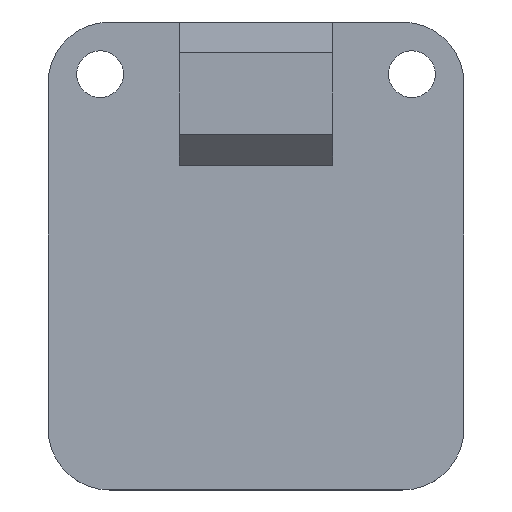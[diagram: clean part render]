
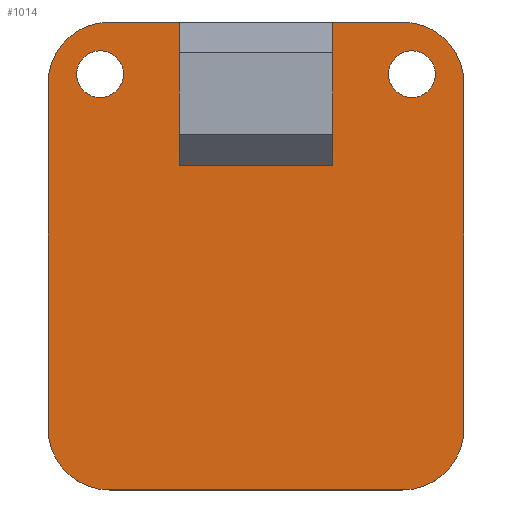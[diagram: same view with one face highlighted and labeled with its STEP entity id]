
A CAD part, top view. The second image highlights one B-rep face of the part: STEP entity #1014.
In plain terms, the highlighted planar face has unit normal (0, 0, 1).
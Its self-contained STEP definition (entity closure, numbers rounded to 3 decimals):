
#15=FACE_BOUND('',#171,.T.);
#16=FACE_BOUND('',#172,.T.);
#17=CIRCLE('',#1088,3.);
#24=CIRCLE('',#1098,3.);
#25=CIRCLE('',#1101,3.);
#26=CIRCLE('',#1103,3.);
#27=CIRCLE('',#1105,1.143);
#28=CIRCLE('',#1107,1.143);
#106=FACE_OUTER_BOUND('',#170,.T.);
#170=EDGE_LOOP('',(#859,#860,#861,#862,#863,#864,#865,#866));
#171=EDGE_LOOP('',(#867));
#172=EDGE_LOOP('',(#868));
#269=LINE('',#1586,#389);
#275=LINE('',#1611,#395);
#281=LINE('',#1630,#401);
#282=LINE('',#1632,#402);
#389=VECTOR('',#1301,10.);
#395=VECTOR('',#1325,10.);
#401=VECTOR('',#1349,10.);
#402=VECTOR('',#1352,10.);
#477=VERTEX_POINT('',#1573);
#478=VERTEX_POINT('',#1574);
#482=VERTEX_POINT('',#1584);
#490=VERTEX_POINT('',#1604);
#491=VERTEX_POINT('',#1605);
#492=VERTEX_POINT('',#1610);
#493=VERTEX_POINT('',#1614);
#494=VERTEX_POINT('',#1618);
#495=VERTEX_POINT('',#1622);
#496=VERTEX_POINT('',#1626);
#593=EDGE_CURVE('',#477,#478,#17,.T.);
#599=EDGE_CURVE('',#477,#482,#269,.T.);
#608=EDGE_CURVE('',#490,#491,#24,.T.);
#611=EDGE_CURVE('',#492,#491,#275,.T.);
#613=EDGE_CURVE('',#492,#493,#25,.T.);
#615=EDGE_CURVE('',#494,#482,#26,.T.);
#617=EDGE_CURVE('',#495,#495,#27,.T.);
#619=EDGE_CURVE('',#496,#496,#28,.T.);
#621=EDGE_CURVE('',#494,#493,#281,.T.);
#622=EDGE_CURVE('',#490,#478,#282,.T.);
#859=ORIENTED_EDGE('',*,*,#593,.F.);
#860=ORIENTED_EDGE('',*,*,#599,.T.);
#861=ORIENTED_EDGE('',*,*,#615,.F.);
#862=ORIENTED_EDGE('',*,*,#621,.T.);
#863=ORIENTED_EDGE('',*,*,#613,.F.);
#864=ORIENTED_EDGE('',*,*,#611,.T.);
#865=ORIENTED_EDGE('',*,*,#608,.F.);
#866=ORIENTED_EDGE('',*,*,#622,.T.);
#867=ORIENTED_EDGE('',*,*,#617,.T.);
#868=ORIENTED_EDGE('',*,*,#619,.T.);
#952=PLANE('',#1110);
#1014=ADVANCED_FACE('',(#106,#15,#16),#952,.T.);
#1088=AXIS2_PLACEMENT_3D('',#1575,#1291,#1292);
#1098=AXIS2_PLACEMENT_3D('',#1606,#1319,#1320);
#1101=AXIS2_PLACEMENT_3D('',#1615,#1329,#1330);
#1103=AXIS2_PLACEMENT_3D('',#1619,#1334,#1335);
#1105=AXIS2_PLACEMENT_3D('',#1623,#1339,#1340);
#1107=AXIS2_PLACEMENT_3D('',#1627,#1344,#1345);
#1110=AXIS2_PLACEMENT_3D('',#1633,#1353,#1354);
#1291=DIRECTION('center_axis',(0.,0.,-1.));
#1292=DIRECTION('ref_axis',(0.707,-0.707,0.));
#1301=DIRECTION('',(0.,1.,0.));
#1319=DIRECTION('center_axis',(0.,0.,-1.));
#1320=DIRECTION('ref_axis',(-0.707,-0.707,0.));
#1325=DIRECTION('',(0.,-1.,0.));
#1329=DIRECTION('center_axis',(0.,0.,-1.));
#1330=DIRECTION('ref_axis',(-0.707,0.707,0.));
#1334=DIRECTION('center_axis',(0.,0.,-1.));
#1335=DIRECTION('ref_axis',(0.707,0.707,0.));
#1339=DIRECTION('center_axis',(0.,0.,-1.));
#1340=DIRECTION('ref_axis',(1.,0.,0.));
#1344=DIRECTION('center_axis',(0.,0.,-1.));
#1345=DIRECTION('ref_axis',(1.,0.,0.));
#1349=DIRECTION('',(-1.,0.,0.));
#1352=DIRECTION('',(1.,0.,0.));
#1353=DIRECTION('center_axis',(0.,0.,1.));
#1354=DIRECTION('ref_axis',(1.,0.,0.));
#1573=CARTESIAN_POINT('',(10.16,0.968,3.6));
#1574=CARTESIAN_POINT('',(7.16,-2.032,3.6));
#1575=CARTESIAN_POINT('Origin',(7.16,0.968,3.6));
#1584=CARTESIAN_POINT('',(10.16,17.828,3.6));
#1586=CARTESIAN_POINT('',(10.16,20.828,3.6));
#1604=CARTESIAN_POINT('',(-7.16,-2.032,3.6));
#1605=CARTESIAN_POINT('',(-10.16,0.968,3.6));
#1606=CARTESIAN_POINT('Origin',(-7.16,0.968,3.6));
#1610=CARTESIAN_POINT('',(-10.16,17.828,3.6));
#1611=CARTESIAN_POINT('',(-10.16,-2.032,3.6));
#1614=CARTESIAN_POINT('',(-7.16,20.828,3.6));
#1615=CARTESIAN_POINT('Origin',(-7.16,17.828,3.6));
#1618=CARTESIAN_POINT('',(7.16,20.828,3.6));
#1619=CARTESIAN_POINT('Origin',(7.16,17.828,3.6));
#1622=CARTESIAN_POINT('',(-8.763,18.288,3.6));
#1623=CARTESIAN_POINT('Origin',(-7.62,18.288,3.6));
#1626=CARTESIAN_POINT('',(6.477,18.288,3.6));
#1627=CARTESIAN_POINT('Origin',(7.62,18.288,3.6));
#1630=CARTESIAN_POINT('',(-10.16,20.828,3.6));
#1632=CARTESIAN_POINT('',(10.16,-2.032,3.6));
#1633=CARTESIAN_POINT('Origin',(0.,9.398,3.6));
